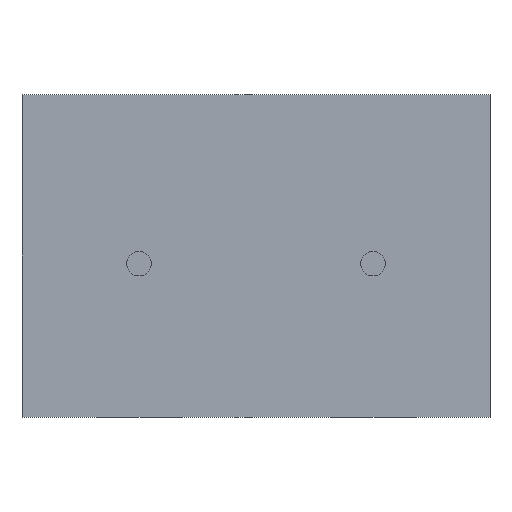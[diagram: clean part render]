
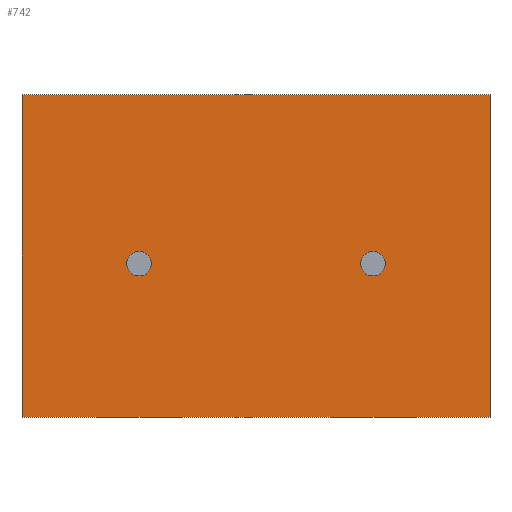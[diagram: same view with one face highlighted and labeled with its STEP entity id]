
A CAD part, front view. The second image highlights one B-rep face of the part: STEP entity #742.
In plain terms, the highlighted planar face has unit normal (0, -1, 0).
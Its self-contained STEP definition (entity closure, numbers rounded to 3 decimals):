
#90=FACE_OUTER_BOUND('',#144,.T.);
#144=EDGE_LOOP('',(#643,#644,#645,#646));
#220=LINE('',#1213,#300);
#225=LINE('',#1223,#305);
#227=LINE('',#1226,#307);
#228=LINE('',#1228,#308);
#300=VECTOR('',#1004,10.);
#305=VECTOR('',#1013,10.);
#307=VECTOR('',#1017,10.);
#308=VECTOR('',#1020,10.);
#356=VERTEX_POINT('',#1210);
#357=VERTEX_POINT('',#1212);
#359=VERTEX_POINT('',#1220);
#360=VERTEX_POINT('',#1222);
#448=EDGE_CURVE('',#357,#356,#220,.T.);
#453=EDGE_CURVE('',#360,#359,#225,.T.);
#455=EDGE_CURVE('',#356,#360,#227,.T.);
#456=EDGE_CURVE('',#359,#357,#228,.T.);
#643=ORIENTED_EDGE('',*,*,#456,.T.);
#644=ORIENTED_EDGE('',*,*,#448,.T.);
#645=ORIENTED_EDGE('',*,*,#455,.T.);
#646=ORIENTED_EDGE('',*,*,#453,.T.);
#696=PLANE('',#820);
#742=ADVANCED_FACE('',(#90),#696,.F.);
#820=AXIS2_PLACEMENT_3D('',#1229,#1021,#1022);
#1004=DIRECTION('',(0.,0.,1.));
#1013=DIRECTION('',(0.,0.,-1.));
#1017=DIRECTION('',(-1.,0.,0.));
#1020=DIRECTION('',(1.,0.,0.));
#1021=DIRECTION('center_axis',(0.,1.,0.));
#1022=DIRECTION('ref_axis',(1.,0.,0.));
#1210=CARTESIAN_POINT('',(7.62,0.,5.25));
#1212=CARTESIAN_POINT('',(7.62,0.,-5.25));
#1213=CARTESIAN_POINT('',(7.62,0.,-5.25));
#1220=CARTESIAN_POINT('',(-7.62,0.,-5.25));
#1222=CARTESIAN_POINT('',(-7.62,0.,5.25));
#1223=CARTESIAN_POINT('',(-7.62,0.,5.25));
#1226=CARTESIAN_POINT('',(7.62,0.,5.25));
#1228=CARTESIAN_POINT('',(-7.62,0.,-5.25));
#1229=CARTESIAN_POINT('Origin',(0.,0.,0.));
